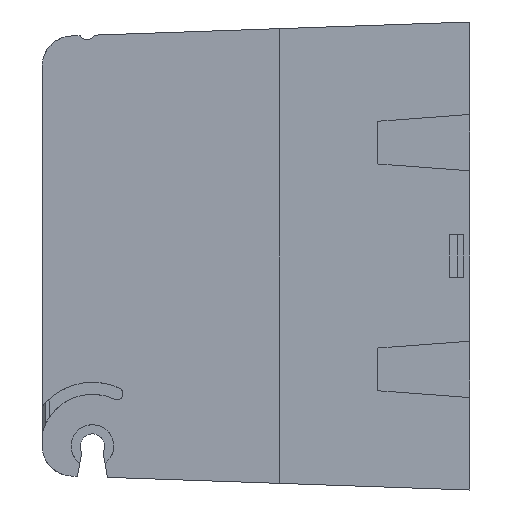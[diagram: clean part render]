
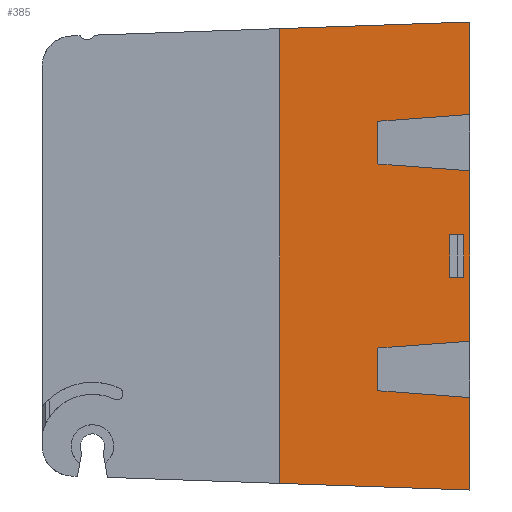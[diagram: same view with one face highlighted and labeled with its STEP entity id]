
A CAD part, left-side view. The second image highlights one B-rep face of the part: STEP entity #385.
In plain terms, the highlighted planar face has unit normal (-1, 0, 0).
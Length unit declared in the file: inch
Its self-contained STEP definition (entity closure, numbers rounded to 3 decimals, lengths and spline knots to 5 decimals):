
#22 = ORIENTED_EDGE ( 'NONE', *, *, #4694, .F. ) ;
#150 = VECTOR ( 'NONE', #12508, 39.37008 ) ;
#374 = CARTESIAN_POINT ( 'NONE',  ( -0.465, 1.25, 1.49391 ) ) ;
#385 = ADVANCED_FACE ( 'NONE', ( #8997, #23191 ), #12622, .T. ) ;
#582 = VECTOR ( 'NONE', #24542, 39.37008 ) ;
#665 = VECTOR ( 'NONE', #4952, 39.37008 ) ;
#1300 = CARTESIAN_POINT ( 'NONE',  ( -0.465, 0.133, -0.14 ) ) ;
#1327 = LINE ( 'NONE', #19083, #12892 ) ;
#1382 = ORIENTED_EDGE ( 'NONE', *, *, #27690, .T. ) ;
#1716 = VERTEX_POINT ( 'NONE', #23108 ) ;
#1742 = ORIENTED_EDGE ( 'NONE', *, *, #23634, .T. ) ;
#1971 = EDGE_CURVE ( 'NONE', #15459, #1716, #4572, .T. ) ;
#2349 = CARTESIAN_POINT ( 'NONE',  ( -0.465, 0.604, -0.56 ) ) ;
#2464 = CARTESIAN_POINT ( 'NONE',  ( -0.465, 0.133, -0.14 ) ) ;
#2544 = CARTESIAN_POINT ( 'NONE',  ( -0.465, 0.51262, 0.59799 ) ) ;
#2958 = CARTESIAN_POINT ( 'NONE',  ( -0.465, 0.04, 0.14 ) ) ;
#3006 = EDGE_CURVE ( 'NONE', #18063, #24190, #24008, .T. ) ;
#3498 = ORIENTED_EDGE ( 'NONE', *, *, #19680, .T. ) ;
#3692 = VECTOR ( 'NONE', #11354, 39.37008 ) ;
#3711 = CARTESIAN_POINT ( 'NONE',  ( -0.465, 0.62245, -0.88387 ) ) ;
#3848 = VERTEX_POINT ( 'NONE', #6379 ) ;
#4122 = CARTESIAN_POINT ( 'NONE',  ( -0.465, 0.133, 0.14 ) ) ;
#4132 = CARTESIAN_POINT ( 'NONE',  ( -0.465, 0., -0.93 ) ) ;
#4417 = VECTOR ( 'NONE', #17680, 39.37008 ) ;
#4572 = LINE ( 'NONE', #12324, #150 ) ;
#4694 = EDGE_CURVE ( 'NONE', #1716, #27582, #14208, .T. ) ;
#4765 = CARTESIAN_POINT ( 'NONE',  ( -0.465, 0., 1.53756 ) ) ;
#4931 = EDGE_LOOP ( 'NONE', ( #9922, #25691, #27317, #26690 ) ) ;
#4952 = DIRECTION ( 'NONE',  ( 0., 0., 1. ) ) ;
#5803 = EDGE_CURVE ( 'NONE', #24190, #11835, #26059, .T. ) ;
#6231 = DIRECTION ( 'NONE',  ( 0., 0., 1. ) ) ;
#6379 = CARTESIAN_POINT ( 'NONE',  ( -0.465, 0., -0.56 ) ) ;
#6591 = LINE ( 'NONE', #11925, #12366 ) ;
#6595 = DIRECTION ( 'NONE',  ( 0., -1., 0. ) ) ;
#6756 = DIRECTION ( 'NONE',  ( 0., -0.997, 0.074 ) ) ;
#6770 = VERTEX_POINT ( 'NONE', #15130 ) ;
#6875 = LINE ( 'NONE', #2349, #23380 ) ;
#7106 = LINE ( 'NONE', #18327, #24295 ) ;
#7702 = EDGE_CURVE ( 'NONE', #18063, #14740, #8746, .T. ) ;
#7963 = CARTESIAN_POINT ( 'NONE',  ( -0.465, 0.04, -0.14 ) ) ;
#8111 = VERTEX_POINT ( 'NONE', #13705 ) ;
#8746 = LINE ( 'NONE', #1300, #22206 ) ;
#8854 = DIRECTION ( 'NONE',  ( 0., 0., 1. ) ) ;
#8997 = FACE_OUTER_BOUND ( 'NONE', #13692, .T. ) ;
#9122 = ORIENTED_EDGE ( 'NONE', *, *, #20768, .F. ) ;
#9396 = VECTOR ( 'NONE', #18846, 39.37008 ) ;
#9517 = DIRECTION ( 'NONE',  ( -1., 0., 0. ) ) ;
#9534 = ORIENTED_EDGE ( 'NONE', *, *, #20170, .F. ) ;
#9695 = VECTOR ( 'NONE', #6231, 39.37008 ) ;
#9922 = ORIENTED_EDGE ( 'NONE', *, *, #12026, .F. ) ;
#10262 = CARTESIAN_POINT ( 'NONE',  ( -0.465, 0.594, -0.5 ) ) ;
#10281 = EDGE_CURVE ( 'NONE', #20927, #15459, #6591, .T. ) ;
#10502 = CARTESIAN_POINT ( 'NONE',  ( -0.465, 0.604, -0.60477 ) ) ;
#11039 = EDGE_CURVE ( 'NONE', #6770, #18198, #6875, .T. ) ;
#11354 = DIRECTION ( 'NONE',  ( 0., 0., -1. ) ) ;
#11505 = LINE ( 'NONE', #17859, #3692 ) ;
#11712 = LINE ( 'NONE', #19257, #22455 ) ;
#11835 = VERTEX_POINT ( 'NONE', #2958 ) ;
#11925 = CARTESIAN_POINT ( 'NONE',  ( -0.465, 0., 1.4375 ) ) ;
#12026 = EDGE_CURVE ( 'NONE', #14740, #11835, #1327, .T. ) ;
#12324 = CARTESIAN_POINT ( 'NONE',  ( -0.465, 1.1485, -1.49745 ) ) ;
#12366 = VECTOR ( 'NONE', #24789, 39.37008 ) ;
#12508 = DIRECTION ( 'NONE',  ( 0., 0.999, 0.035 ) ) ;
#12577 = LINE ( 'NONE', #19698, #17623 ) ;
#12622 = PLANE ( 'NONE',  #21957 ) ;
#12883 = VERTEX_POINT ( 'NONE', #18902 ) ;
#12892 = VECTOR ( 'NONE', #23351, 39.37008 ) ;
#13187 = CARTESIAN_POINT ( 'NONE',  ( -0.465, 0., 0.56 ) ) ;
#13482 = ORIENTED_EDGE ( 'NONE', *, *, #1971, .F. ) ;
#13692 = EDGE_LOOP ( 'NONE', ( #1742, #19679, #17847, #19896, #3498, #9534, #1382, #22, #13482, #22188, #9122, #16702 ) ) ;
#13705 = CARTESIAN_POINT ( 'NONE',  ( -0.465, 0., 0.93 ) ) ;
#14208 = LINE ( 'NONE', #25524, #9695 ) ;
#14735 = CARTESIAN_POINT ( 'NONE',  ( -0.465, 0.133, -0.14 ) ) ;
#14740 = VERTEX_POINT ( 'NONE', #7963 ) ;
#15130 = CARTESIAN_POINT ( 'NONE',  ( -0.465, 0.604, -0.88523 ) ) ;
#15422 = DIRECTION ( 'NONE',  ( 0., 0., 1. ) ) ;
#15459 = VERTEX_POINT ( 'NONE', #24370 ) ;
#16111 = VERTEX_POINT ( 'NONE', #25338 ) ;
#16439 = DIRECTION ( 'NONE',  ( 0., -1., 0. ) ) ;
#16702 = ORIENTED_EDGE ( 'NONE', *, *, #11039, .T. ) ;
#17265 = LINE ( 'NONE', #17896, #665 ) ;
#17498 = DIRECTION ( 'NONE',  ( 0., 0., 1. ) ) ;
#17623 = VECTOR ( 'NONE', #6756, 39.37008 ) ;
#17680 = DIRECTION ( 'NONE',  ( 0., -0.997, -0.074 ) ) ;
#17846 = LINE ( 'NONE', #22356, #582 ) ;
#17847 = ORIENTED_EDGE ( 'NONE', *, *, #27577, .F. ) ;
#17859 = CARTESIAN_POINT ( 'NONE',  ( -0.465, 0., 1.4375 ) ) ;
#17896 = CARTESIAN_POINT ( 'NONE',  ( -0.465, 0.604, 0.56 ) ) ;
#18063 = VERTEX_POINT ( 'NONE', #14735 ) ;
#18198 = VERTEX_POINT ( 'NONE', #10502 ) ;
#18300 = VECTOR ( 'NONE', #15422, 39.37008 ) ;
#18327 = CARTESIAN_POINT ( 'NONE',  ( -0.465, 1.1485, 1.49745 ) ) ;
#18846 = DIRECTION ( 'NONE',  ( 0., -0.997, -0.074 ) ) ;
#18902 = CARTESIAN_POINT ( 'NONE',  ( -0.465, 0.604, 0.88523 ) ) ;
#19083 = CARTESIAN_POINT ( 'NONE',  ( -0.465, 0.04, -0.14 ) ) ;
#19257 = CARTESIAN_POINT ( 'NONE',  ( -0.465, 0., 1.4375 ) ) ;
#19559 = CARTESIAN_POINT ( 'NONE',  ( -0.465, 0.133, 0.14 ) ) ;
#19679 = ORIENTED_EDGE ( 'NONE', *, *, #24216, .F. ) ;
#19680 = EDGE_CURVE ( 'NONE', #12883, #8111, #12577, .T. ) ;
#19698 = CARTESIAN_POINT ( 'NONE',  ( -0.465, 0., 0.93 ) ) ;
#19789 = EDGE_CURVE ( 'NONE', #16111, #12883, #17265, .T. ) ;
#19896 = ORIENTED_EDGE ( 'NONE', *, *, #19789, .T. ) ;
#20170 = EDGE_CURVE ( 'NONE', #23546, #8111, #11505, .T. ) ;
#20689 = DIRECTION ( 'NONE',  ( 0., 0.999, -0.035 ) ) ;
#20768 = EDGE_CURVE ( 'NONE', #6770, #20927, #25845, .T. ) ;
#20927 = VERTEX_POINT ( 'NONE', #4132 ) ;
#20960 = LINE ( 'NONE', #2544, #4417 ) ;
#21394 = DIRECTION ( 'NONE',  ( 0., 0., -1. ) ) ;
#21957 = AXIS2_PLACEMENT_3D ( 'NONE', #10262, #9517, #8854 ) ;
#22188 = ORIENTED_EDGE ( 'NONE', *, *, #10281, .F. ) ;
#22206 = VECTOR ( 'NONE', #16439, 39.37008 ) ;
#22356 = CARTESIAN_POINT ( 'NONE',  ( -0.465, 0., -0.56 ) ) ;
#22455 = VECTOR ( 'NONE', #21394, 39.37008 ) ;
#23108 = CARTESIAN_POINT ( 'NONE',  ( -0.465, 1.25, -1.49391 ) ) ;
#23191 = FACE_BOUND ( 'NONE', #4931, .T. ) ;
#23351 = DIRECTION ( 'NONE',  ( 0., 0., 1. ) ) ;
#23380 = VECTOR ( 'NONE', #17498, 39.37008 ) ;
#23546 = VERTEX_POINT ( 'NONE', #4765 ) ;
#23634 = EDGE_CURVE ( 'NONE', #18198, #3848, #17846, .T. ) ;
#24008 = LINE ( 'NONE', #2464, #18300 ) ;
#24190 = VERTEX_POINT ( 'NONE', #4122 ) ;
#24216 = EDGE_CURVE ( 'NONE', #25976, #3848, #11712, .T. ) ;
#24295 = VECTOR ( 'NONE', #20689, 39.37008 ) ;
#24370 = CARTESIAN_POINT ( 'NONE',  ( -0.465, 0., -1.53756 ) ) ;
#24542 = DIRECTION ( 'NONE',  ( 0., -0.997, 0.074 ) ) ;
#24789 = DIRECTION ( 'NONE',  ( 0., 0., -1. ) ) ;
#25338 = CARTESIAN_POINT ( 'NONE',  ( -0.465, 0.604, 0.60477 ) ) ;
#25404 = VECTOR ( 'NONE', #6595, 39.37008 ) ;
#25524 = CARTESIAN_POINT ( 'NONE',  ( -0.465, 1.25, -0.5 ) ) ;
#25691 = ORIENTED_EDGE ( 'NONE', *, *, #7702, .F. ) ;
#25845 = LINE ( 'NONE', #3711, #9396 ) ;
#25976 = VERTEX_POINT ( 'NONE', #13187 ) ;
#26059 = LINE ( 'NONE', #19559, #25404 ) ;
#26690 = ORIENTED_EDGE ( 'NONE', *, *, #5803, .T. ) ;
#27317 = ORIENTED_EDGE ( 'NONE', *, *, #3006, .T. ) ;
#27577 = EDGE_CURVE ( 'NONE', #16111, #25976, #20960, .T. ) ;
#27582 = VERTEX_POINT ( 'NONE', #374 ) ;
#27690 = EDGE_CURVE ( 'NONE', #23546, #27582, #7106, .T. ) ;
